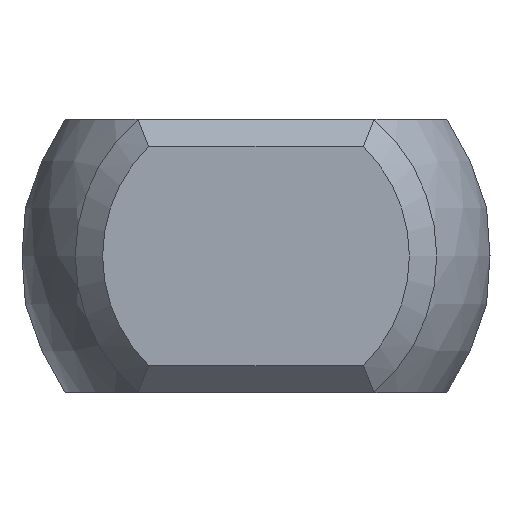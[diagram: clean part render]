
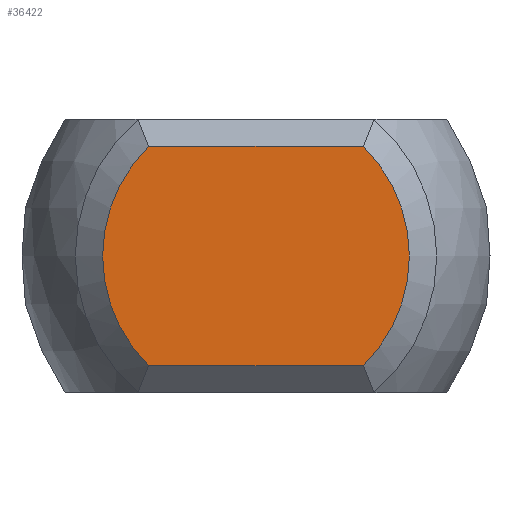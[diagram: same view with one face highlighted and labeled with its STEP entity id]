
A CAD part, left-side view. The second image highlights one B-rep face of the part: STEP entity #36422.
In plain terms, the highlighted planar face has unit normal (-1, 0, 0).
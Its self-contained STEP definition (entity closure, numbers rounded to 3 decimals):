
#35020 = PLANE('',#35021);
#35021 = AXIS2_PLACEMENT_3D('',#35022,#35023,#35024);
#35022 = CARTESIAN_POINT('',(-12.25,3.125,2.25));
#35023 = DIRECTION('',(-0.707,0.,0.707));
#35024 = DIRECTION('',(0.707,0.,0.707));
#36055 = EDGE_CURVE('',#36056,#36058,#36060,.T.);
#36056 = VERTEX_POINT('',#36057);
#36057 = CARTESIAN_POINT('',(-12.5,-1.96,-2.));
#36058 = VERTEX_POINT('',#36059);
#36059 = CARTESIAN_POINT('',(-12.5,1.96,-2.));
#36060 = SURFACE_CURVE('',#36061,(#36065,#36077),.PCURVE_S1.);
#36061 = LINE('',#36062,#36063);
#36062 = CARTESIAN_POINT('',(-12.5,-3.125,-2.));
#36063 = VECTOR('',#36064,1.);
#36064 = DIRECTION('',(0.,1.,0.));
#36065 = PCURVE('',#36066,#36071);
#36066 = PLANE('',#36067);
#36067 = AXIS2_PLACEMENT_3D('',#36068,#36069,#36070);
#36068 = CARTESIAN_POINT('',(-12.25,-3.125,-2.25));
#36069 = DIRECTION('',(-0.707,0.,
    -0.707));
#36070 = DIRECTION('',(-0.707,0.,0.707));
#36071 = DEFINITIONAL_REPRESENTATION('',(#36072),#36076);
#36072 = LINE('',#36073,#36074);
#36073 = CARTESIAN_POINT('',(0.354,0.));
#36074 = VECTOR('',#36075,1.);
#36075 = DIRECTION('',(0.,1.));
#36076 = ( GEOMETRIC_REPRESENTATION_CONTEXT(2) 
PARAMETRIC_REPRESENTATION_CONTEXT() REPRESENTATION_CONTEXT('2D SPACE',''
  ) );
#36077 = PCURVE('',#36078,#36083);
#36078 = PLANE('',#36079);
#36079 = AXIS2_PLACEMENT_3D('',#36080,#36081,#36082);
#36080 = CARTESIAN_POINT('',(-12.5,0.,0.));
#36081 = DIRECTION('',(1.,0.,0.));
#36082 = DIRECTION('',(0.,0.,-1.));
#36083 = DEFINITIONAL_REPRESENTATION('',(#36084),#36088);
#36084 = LINE('',#36085,#36086);
#36085 = CARTESIAN_POINT('',(2.,-3.125));
#36086 = VECTOR('',#36087,1.);
#36087 = DIRECTION('',(0.,1.));
#36088 = ( GEOMETRIC_REPRESENTATION_CONTEXT(2) 
PARAMETRIC_REPRESENTATION_CONTEXT() REPRESENTATION_CONTEXT('2D SPACE',''
  ) );
#36108 = CONICAL_SURFACE('',#36109,3.05,0.785);
#36109 = AXIS2_PLACEMENT_3D('',#36110,#36111,#36112);
#36110 = CARTESIAN_POINT('',(-12.25,0.,0.));
#36111 = DIRECTION('',(1.,0.,0.));
#36112 = DIRECTION('',(-0.,1.,0.));
#36158 = CONICAL_SURFACE('',#36159,3.05,0.785);
#36159 = AXIS2_PLACEMENT_3D('',#36160,#36161,#36162);
#36160 = CARTESIAN_POINT('',(-12.25,0.,0.));
#36161 = DIRECTION('',(1.,0.,0.));
#36162 = DIRECTION('',(0.,-1.,0.));
#36172 = EDGE_CURVE('',#36173,#36175,#36177,.T.);
#36173 = VERTEX_POINT('',#36174);
#36174 = CARTESIAN_POINT('',(-12.5,1.96,2.));
#36175 = VERTEX_POINT('',#36176);
#36176 = CARTESIAN_POINT('',(-12.5,-1.96,2.));
#36177 = SURFACE_CURVE('',#36178,(#36182,#36189),.PCURVE_S1.);
#36178 = LINE('',#36179,#36180);
#36179 = CARTESIAN_POINT('',(-12.5,3.125,2.));
#36180 = VECTOR('',#36181,1.);
#36181 = DIRECTION('',(0.,-1.,0.));
#36182 = PCURVE('',#35020,#36183);
#36183 = DEFINITIONAL_REPRESENTATION('',(#36184),#36188);
#36184 = LINE('',#36185,#36186);
#36185 = CARTESIAN_POINT('',(-0.354,0.));
#36186 = VECTOR('',#36187,1.);
#36187 = DIRECTION('',(0.,-1.));
#36188 = ( GEOMETRIC_REPRESENTATION_CONTEXT(2) 
PARAMETRIC_REPRESENTATION_CONTEXT() REPRESENTATION_CONTEXT('2D SPACE',''
  ) );
#36189 = PCURVE('',#36078,#36190);
#36190 = DEFINITIONAL_REPRESENTATION('',(#36191),#36195);
#36191 = LINE('',#36192,#36193);
#36192 = CARTESIAN_POINT('',(-2.,3.125));
#36193 = VECTOR('',#36194,1.);
#36194 = DIRECTION('',(0.,-1.));
#36195 = ( GEOMETRIC_REPRESENTATION_CONTEXT(2) 
PARAMETRIC_REPRESENTATION_CONTEXT() REPRESENTATION_CONTEXT('2D SPACE',''
  ) );
#36268 = EDGE_CURVE('',#36175,#36056,#36269,.T.);
#36269 = SURFACE_CURVE('',#36270,(#36275,#36282),.PCURVE_S1.);
#36270 = CIRCLE('',#36271,2.8);
#36271 = AXIS2_PLACEMENT_3D('',#36272,#36273,#36274);
#36272 = CARTESIAN_POINT('',(-12.5,0.,0.));
#36273 = DIRECTION('',(1.,0.,0.));
#36274 = DIRECTION('',(0.,-1.,0.));
#36275 = PCURVE('',#36158,#36276);
#36276 = DEFINITIONAL_REPRESENTATION('',(#36277),#36281);
#36277 = LINE('',#36278,#36279);
#36278 = CARTESIAN_POINT('',(-6.283,-0.25));
#36279 = VECTOR('',#36280,1.);
#36280 = DIRECTION('',(1.,0.));
#36281 = ( GEOMETRIC_REPRESENTATION_CONTEXT(2) 
PARAMETRIC_REPRESENTATION_CONTEXT() REPRESENTATION_CONTEXT('2D SPACE',''
  ) );
#36282 = PCURVE('',#36078,#36283);
#36283 = DEFINITIONAL_REPRESENTATION('',(#36284),#36288);
#36284 = CIRCLE('',#36285,2.8);
#36285 = AXIS2_PLACEMENT_2D('',#36286,#36287);
#36286 = CARTESIAN_POINT('',(0.,0.));
#36287 = DIRECTION('',(0.,-1.));
#36288 = ( GEOMETRIC_REPRESENTATION_CONTEXT(2) 
PARAMETRIC_REPRESENTATION_CONTEXT() REPRESENTATION_CONTEXT('2D SPACE',''
  ) );
#36294 = EDGE_CURVE('',#36058,#36173,#36295,.T.);
#36295 = SURFACE_CURVE('',#36296,(#36301,#36308),.PCURVE_S1.);
#36296 = CIRCLE('',#36297,2.8);
#36297 = AXIS2_PLACEMENT_3D('',#36298,#36299,#36300);
#36298 = CARTESIAN_POINT('',(-12.5,0.,0.));
#36299 = DIRECTION('',(1.,0.,0.));
#36300 = DIRECTION('',(-0.,1.,0.));
#36301 = PCURVE('',#36108,#36302);
#36302 = DEFINITIONAL_REPRESENTATION('',(#36303),#36307);
#36303 = LINE('',#36304,#36305);
#36304 = CARTESIAN_POINT('',(0.,-0.25));
#36305 = VECTOR('',#36306,1.);
#36306 = DIRECTION('',(1.,0.));
#36307 = ( GEOMETRIC_REPRESENTATION_CONTEXT(2) 
PARAMETRIC_REPRESENTATION_CONTEXT() REPRESENTATION_CONTEXT('2D SPACE',''
  ) );
#36308 = PCURVE('',#36078,#36309);
#36309 = DEFINITIONAL_REPRESENTATION('',(#36310),#36314);
#36310 = CIRCLE('',#36311,2.8);
#36311 = AXIS2_PLACEMENT_2D('',#36312,#36313);
#36312 = CARTESIAN_POINT('',(0.,0.));
#36313 = DIRECTION('',(0.,1.));
#36314 = ( GEOMETRIC_REPRESENTATION_CONTEXT(2) 
PARAMETRIC_REPRESENTATION_CONTEXT() REPRESENTATION_CONTEXT('2D SPACE',''
  ) );
#36422 = ADVANCED_FACE('',(#36423),#36078,.F.);
#36423 = FACE_BOUND('',#36424,.T.);
#36424 = EDGE_LOOP('',(#36425,#36426,#36427,#36428));
#36425 = ORIENTED_EDGE('',*,*,#36172,.F.);
#36426 = ORIENTED_EDGE('',*,*,#36294,.F.);
#36427 = ORIENTED_EDGE('',*,*,#36055,.F.);
#36428 = ORIENTED_EDGE('',*,*,#36268,.F.);
